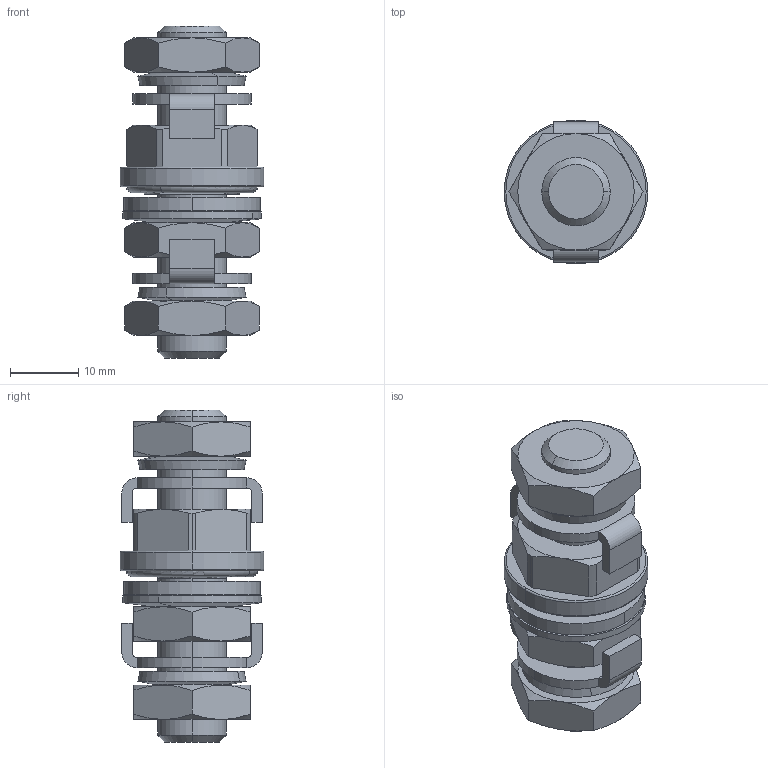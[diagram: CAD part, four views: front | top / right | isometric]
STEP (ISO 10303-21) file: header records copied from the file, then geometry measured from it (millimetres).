
FILE_DESCRIPTION(('CATIA V5 STEP Exchange','CAx-IF Rec.Pracs.--- Model Styling and Organization---1.5--- 2016-08-15','CAx-IF Rec.Pracs.---Supplemental Geometry---1.0---2011-11-01','CAx-IF Rec.Pracs.--- Composite Materials ---1.1---2010-07-15'),'2;1');
FILE_NAME ('008425-6_0', '2025-01-08T10:23:38+00:00', ('none'), ('Weidmueller'), 'CATIA Version 5-6 Release 2022 SP4 HF5', 'CATIA V5 STEP AP214 v3', 'none');
FILE_SCHEMA(('AUTOMOTIVE_DESIGN { 1 0 10303 214 1 1 1 1 }'));
Length unit declared in the file: millimetre
Products named in the file (1): 1192680000_PEBZ_M10_KTB_SET_AllCATPart
Bounding box: 21 x 21 x 48.5 mm (x, y, z)
Volume: 9829.6 mm3; surface area: 7289.5 mm2
Topology: 7 solids, 7 shells, 220 faces, 506 edges, 306 vertices
Faces by surface type: cone 82, plane 68, cylinder 50, torus 20
Entity records: 5875 total; most frequent: CARTESIAN_POINT 1511, ORIENTED_EDGE 1012, DIRECTION 646, EDGE_CURVE 506, AXIS2_PLACEMENT_3D 349, VERTEX_POINT 306, EDGE_LOOP 238, CIRCLE 228
